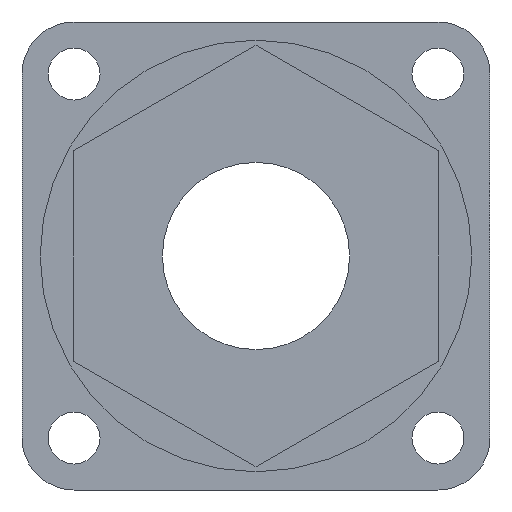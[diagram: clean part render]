
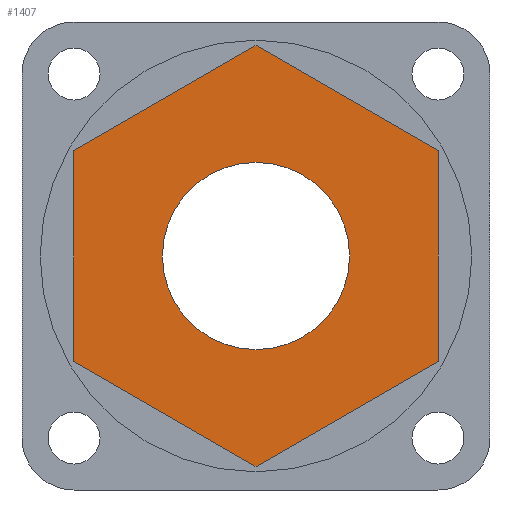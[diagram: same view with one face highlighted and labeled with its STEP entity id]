
A CAD part, front view. The second image highlights one B-rep face of the part: STEP entity #1407.
In plain terms, the highlighted planar face has unit normal (0, -1, 0).
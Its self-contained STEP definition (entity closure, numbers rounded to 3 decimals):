
#821 = CYLINDRICAL_SURFACE('',#822,3.6);
#822 = AXIS2_PLACEMENT_3D('',#823,#824,#825);
#823 = CARTESIAN_POINT('',(23.,26.,28.));
#824 = DIRECTION('',(0.,-1.,0.));
#825 = DIRECTION('',(0.,0.,-1.));
#1178 = EDGE_CURVE('',#1179,#1179,#1181,.T.);
#1179 = VERTEX_POINT('',#1180);
#1180 = CARTESIAN_POINT('',(23.,27.,24.4));
#1181 = SURFACE_CURVE('',#1182,(#1187,#1194),.PCURVE_S1.);
#1182 = CIRCLE('',#1183,3.6);
#1183 = AXIS2_PLACEMENT_3D('',#1184,#1185,#1186);
#1184 = CARTESIAN_POINT('',(23.,27.,28.));
#1185 = DIRECTION('',(0.,-1.,0.));
#1186 = DIRECTION('',(0.,0.,-1.));
#1187 = PCURVE('',#821,#1188);
#1188 = DEFINITIONAL_REPRESENTATION('',(#1189),#1193);
#1189 = LINE('',#1190,#1191);
#1190 = CARTESIAN_POINT('',(-6.283,-1.));
#1191 = VECTOR('',#1192,1.);
#1192 = DIRECTION('',(1.,-0.));
#1193 = ( GEOMETRIC_REPRESENTATION_CONTEXT(2) 
PARAMETRIC_REPRESENTATION_CONTEXT() REPRESENTATION_CONTEXT('2D SPACE',''
  ) );
#1194 = PCURVE('',#1195,#1200);
#1195 = PLANE('',#1196);
#1196 = AXIS2_PLACEMENT_3D('',#1197,#1198,#1199);
#1197 = CARTESIAN_POINT('',(23.,27.,28.));
#1198 = DIRECTION('',(0.,1.,0.));
#1199 = DIRECTION('',(0.,0.,-1.));
#1200 = DEFINITIONAL_REPRESENTATION('',(#1201),#1209);
#1201 = ( BOUNDED_CURVE() B_SPLINE_CURVE(2,(#1202,#1203,#1204,#1205,
#1206,#1207,#1208),.UNSPECIFIED.,.T.,.F.) B_SPLINE_CURVE_WITH_KNOTS((1,2
    ,2,2,2,1),(-2.094,0.,2.094,4.189,
6.283,8.378),.UNSPECIFIED.) CURVE() 
GEOMETRIC_REPRESENTATION_ITEM() RATIONAL_B_SPLINE_CURVE((1.,0.5,1.,0.5,
1.,0.5,1.)) REPRESENTATION_ITEM('') );
#1202 = CARTESIAN_POINT('',(3.6,0.));
#1203 = CARTESIAN_POINT('',(3.6,-6.235));
#1204 = CARTESIAN_POINT('',(-1.8,-3.118));
#1205 = CARTESIAN_POINT('',(-7.2,0.));
#1206 = CARTESIAN_POINT('',(-1.8,3.118));
#1207 = CARTESIAN_POINT('',(3.6,6.235));
#1208 = CARTESIAN_POINT('',(3.6,0.));
#1209 = ( GEOMETRIC_REPRESENTATION_CONTEXT(2) 
PARAMETRIC_REPRESENTATION_CONTEXT() REPRESENTATION_CONTEXT('2D SPACE',''
  ) );
#1258 = PLANE('',#1259);
#1259 = AXIS2_PLACEMENT_3D('',#1260,#1261,#1262);
#1260 = CARTESIAN_POINT('',(30.015,22.,23.95));
#1261 = DIRECTION('',(1.,0.,0.));
#1262 = DIRECTION('',(0.,0.,1.));
#1286 = PLANE('',#1287);
#1287 = AXIS2_PLACEMENT_3D('',#1288,#1289,#1290);
#1288 = CARTESIAN_POINT('',(30.015,22.,32.05));
#1289 = DIRECTION('',(0.5,0.,0.866));
#1290 = DIRECTION('',(-0.866,0.,0.5));
#1314 = PLANE('',#1315);
#1315 = AXIS2_PLACEMENT_3D('',#1316,#1317,#1318);
#1316 = CARTESIAN_POINT('',(23.,22.,36.1));
#1317 = DIRECTION('',(-0.5,0.,0.866));
#1318 = DIRECTION('',(-0.866,0.,-0.5));
#1342 = PLANE('',#1343);
#1343 = AXIS2_PLACEMENT_3D('',#1344,#1345,#1346);
#1344 = CARTESIAN_POINT('',(15.985,22.,32.05));
#1345 = DIRECTION('',(-1.,0.,0.));
#1346 = DIRECTION('',(0.,0.,-1.));
#1370 = PLANE('',#1371);
#1371 = AXIS2_PLACEMENT_3D('',#1372,#1373,#1374);
#1372 = CARTESIAN_POINT('',(15.985,22.,23.95));
#1373 = DIRECTION('',(-0.5,0.,-0.866));
#1374 = DIRECTION('',(0.866,0.,-0.5));
#1396 = PLANE('',#1397);
#1397 = AXIS2_PLACEMENT_3D('',#1398,#1399,#1400);
#1398 = CARTESIAN_POINT('',(23.,22.,19.9));
#1399 = DIRECTION('',(0.5,0.,-0.866));
#1400 = DIRECTION('',(0.866,0.,0.5));
#1407 = ADVANCED_FACE('',(#1408,#1548),#1195,.F.);
#1408 = FACE_BOUND('',#1409,.F.);
#1409 = EDGE_LOOP('',(#1410,#1435,#1458,#1481,#1504,#1527));
#1410 = ORIENTED_EDGE('',*,*,#1411,.F.);
#1411 = EDGE_CURVE('',#1412,#1414,#1416,.T.);
#1412 = VERTEX_POINT('',#1413);
#1413 = CARTESIAN_POINT('',(30.015,27.,32.05));
#1414 = VERTEX_POINT('',#1415);
#1415 = CARTESIAN_POINT('',(23.,27.,36.1));
#1416 = SURFACE_CURVE('',#1417,(#1421,#1428),.PCURVE_S1.);
#1417 = LINE('',#1418,#1419);
#1418 = CARTESIAN_POINT('',(30.015,27.,32.05));
#1419 = VECTOR('',#1420,1.);
#1420 = DIRECTION('',(-0.866,0.,0.5));
#1421 = PCURVE('',#1195,#1422);
#1422 = DEFINITIONAL_REPRESENTATION('',(#1423),#1427);
#1423 = LINE('',#1424,#1425);
#1424 = CARTESIAN_POINT('',(-4.05,-7.015));
#1425 = VECTOR('',#1426,1.);
#1426 = DIRECTION('',(-0.5,0.866));
#1427 = ( GEOMETRIC_REPRESENTATION_CONTEXT(2) 
PARAMETRIC_REPRESENTATION_CONTEXT() REPRESENTATION_CONTEXT('2D SPACE',''
  ) );
#1428 = PCURVE('',#1286,#1429);
#1429 = DEFINITIONAL_REPRESENTATION('',(#1430),#1434);
#1430 = LINE('',#1431,#1432);
#1431 = CARTESIAN_POINT('',(0.,-5.));
#1432 = VECTOR('',#1433,1.);
#1433 = DIRECTION('',(1.,0.));
#1434 = ( GEOMETRIC_REPRESENTATION_CONTEXT(2) 
PARAMETRIC_REPRESENTATION_CONTEXT() REPRESENTATION_CONTEXT('2D SPACE',''
  ) );
#1435 = ORIENTED_EDGE('',*,*,#1436,.F.);
#1436 = EDGE_CURVE('',#1437,#1412,#1439,.T.);
#1437 = VERTEX_POINT('',#1438);
#1438 = CARTESIAN_POINT('',(30.015,27.,23.95));
#1439 = SURFACE_CURVE('',#1440,(#1444,#1451),.PCURVE_S1.);
#1440 = LINE('',#1441,#1442);
#1441 = CARTESIAN_POINT('',(30.015,27.,23.95));
#1442 = VECTOR('',#1443,1.);
#1443 = DIRECTION('',(0.,0.,1.));
#1444 = PCURVE('',#1195,#1445);
#1445 = DEFINITIONAL_REPRESENTATION('',(#1446),#1450);
#1446 = LINE('',#1447,#1448);
#1447 = CARTESIAN_POINT('',(4.05,-7.015));
#1448 = VECTOR('',#1449,1.);
#1449 = DIRECTION('',(-1.,0.));
#1450 = ( GEOMETRIC_REPRESENTATION_CONTEXT(2) 
PARAMETRIC_REPRESENTATION_CONTEXT() REPRESENTATION_CONTEXT('2D SPACE',''
  ) );
#1451 = PCURVE('',#1258,#1452);
#1452 = DEFINITIONAL_REPRESENTATION('',(#1453),#1457);
#1453 = LINE('',#1454,#1455);
#1454 = CARTESIAN_POINT('',(0.,-5.));
#1455 = VECTOR('',#1456,1.);
#1456 = DIRECTION('',(1.,0.));
#1457 = ( GEOMETRIC_REPRESENTATION_CONTEXT(2) 
PARAMETRIC_REPRESENTATION_CONTEXT() REPRESENTATION_CONTEXT('2D SPACE',''
  ) );
#1458 = ORIENTED_EDGE('',*,*,#1459,.F.);
#1459 = EDGE_CURVE('',#1460,#1437,#1462,.T.);
#1460 = VERTEX_POINT('',#1461);
#1461 = CARTESIAN_POINT('',(23.,27.,19.9));
#1462 = SURFACE_CURVE('',#1463,(#1467,#1474),.PCURVE_S1.);
#1463 = LINE('',#1464,#1465);
#1464 = CARTESIAN_POINT('',(23.,27.,19.9));
#1465 = VECTOR('',#1466,1.);
#1466 = DIRECTION('',(0.866,0.,0.5));
#1467 = PCURVE('',#1195,#1468);
#1468 = DEFINITIONAL_REPRESENTATION('',(#1469),#1473);
#1469 = LINE('',#1470,#1471);
#1470 = CARTESIAN_POINT('',(8.1,0.));
#1471 = VECTOR('',#1472,1.);
#1472 = DIRECTION('',(-0.5,-0.866));
#1473 = ( GEOMETRIC_REPRESENTATION_CONTEXT(2) 
PARAMETRIC_REPRESENTATION_CONTEXT() REPRESENTATION_CONTEXT('2D SPACE',''
  ) );
#1474 = PCURVE('',#1396,#1475);
#1475 = DEFINITIONAL_REPRESENTATION('',(#1476),#1480);
#1476 = LINE('',#1477,#1478);
#1477 = CARTESIAN_POINT('',(0.,-5.));
#1478 = VECTOR('',#1479,1.);
#1479 = DIRECTION('',(1.,0.));
#1480 = ( GEOMETRIC_REPRESENTATION_CONTEXT(2) 
PARAMETRIC_REPRESENTATION_CONTEXT() REPRESENTATION_CONTEXT('2D SPACE',''
  ) );
#1481 = ORIENTED_EDGE('',*,*,#1482,.F.);
#1482 = EDGE_CURVE('',#1483,#1460,#1485,.T.);
#1483 = VERTEX_POINT('',#1484);
#1484 = CARTESIAN_POINT('',(15.985,27.,23.95));
#1485 = SURFACE_CURVE('',#1486,(#1490,#1497),.PCURVE_S1.);
#1486 = LINE('',#1487,#1488);
#1487 = CARTESIAN_POINT('',(15.985,27.,23.95));
#1488 = VECTOR('',#1489,1.);
#1489 = DIRECTION('',(0.866,0.,-0.5));
#1490 = PCURVE('',#1195,#1491);
#1491 = DEFINITIONAL_REPRESENTATION('',(#1492),#1496);
#1492 = LINE('',#1493,#1494);
#1493 = CARTESIAN_POINT('',(4.05,7.015));
#1494 = VECTOR('',#1495,1.);
#1495 = DIRECTION('',(0.5,-0.866));
#1496 = ( GEOMETRIC_REPRESENTATION_CONTEXT(2) 
PARAMETRIC_REPRESENTATION_CONTEXT() REPRESENTATION_CONTEXT('2D SPACE',''
  ) );
#1497 = PCURVE('',#1370,#1498);
#1498 = DEFINITIONAL_REPRESENTATION('',(#1499),#1503);
#1499 = LINE('',#1500,#1501);
#1500 = CARTESIAN_POINT('',(0.,-5.));
#1501 = VECTOR('',#1502,1.);
#1502 = DIRECTION('',(1.,0.));
#1503 = ( GEOMETRIC_REPRESENTATION_CONTEXT(2) 
PARAMETRIC_REPRESENTATION_CONTEXT() REPRESENTATION_CONTEXT('2D SPACE',''
  ) );
#1504 = ORIENTED_EDGE('',*,*,#1505,.F.);
#1505 = EDGE_CURVE('',#1506,#1483,#1508,.T.);
#1506 = VERTEX_POINT('',#1507);
#1507 = CARTESIAN_POINT('',(15.985,27.,32.05));
#1508 = SURFACE_CURVE('',#1509,(#1513,#1520),.PCURVE_S1.);
#1509 = LINE('',#1510,#1511);
#1510 = CARTESIAN_POINT('',(15.985,27.,32.05));
#1511 = VECTOR('',#1512,1.);
#1512 = DIRECTION('',(0.,0.,-1.));
#1513 = PCURVE('',#1195,#1514);
#1514 = DEFINITIONAL_REPRESENTATION('',(#1515),#1519);
#1515 = LINE('',#1516,#1517);
#1516 = CARTESIAN_POINT('',(-4.05,7.015));
#1517 = VECTOR('',#1518,1.);
#1518 = DIRECTION('',(1.,0.));
#1519 = ( GEOMETRIC_REPRESENTATION_CONTEXT(2) 
PARAMETRIC_REPRESENTATION_CONTEXT() REPRESENTATION_CONTEXT('2D SPACE',''
  ) );
#1520 = PCURVE('',#1342,#1521);
#1521 = DEFINITIONAL_REPRESENTATION('',(#1522),#1526);
#1522 = LINE('',#1523,#1524);
#1523 = CARTESIAN_POINT('',(0.,-5.));
#1524 = VECTOR('',#1525,1.);
#1525 = DIRECTION('',(1.,0.));
#1526 = ( GEOMETRIC_REPRESENTATION_CONTEXT(2) 
PARAMETRIC_REPRESENTATION_CONTEXT() REPRESENTATION_CONTEXT('2D SPACE',''
  ) );
#1527 = ORIENTED_EDGE('',*,*,#1528,.F.);
#1528 = EDGE_CURVE('',#1414,#1506,#1529,.T.);
#1529 = SURFACE_CURVE('',#1530,(#1534,#1541),.PCURVE_S1.);
#1530 = LINE('',#1531,#1532);
#1531 = CARTESIAN_POINT('',(23.,27.,36.1));
#1532 = VECTOR('',#1533,1.);
#1533 = DIRECTION('',(-0.866,0.,-0.5));
#1534 = PCURVE('',#1195,#1535);
#1535 = DEFINITIONAL_REPRESENTATION('',(#1536),#1540);
#1536 = LINE('',#1537,#1538);
#1537 = CARTESIAN_POINT('',(-8.1,0.));
#1538 = VECTOR('',#1539,1.);
#1539 = DIRECTION('',(0.5,0.866));
#1540 = ( GEOMETRIC_REPRESENTATION_CONTEXT(2) 
PARAMETRIC_REPRESENTATION_CONTEXT() REPRESENTATION_CONTEXT('2D SPACE',''
  ) );
#1541 = PCURVE('',#1314,#1542);
#1542 = DEFINITIONAL_REPRESENTATION('',(#1543),#1547);
#1543 = LINE('',#1544,#1545);
#1544 = CARTESIAN_POINT('',(0.,-5.));
#1545 = VECTOR('',#1546,1.);
#1546 = DIRECTION('',(1.,0.));
#1547 = ( GEOMETRIC_REPRESENTATION_CONTEXT(2) 
PARAMETRIC_REPRESENTATION_CONTEXT() REPRESENTATION_CONTEXT('2D SPACE',''
  ) );
#1548 = FACE_BOUND('',#1549,.F.);
#1549 = EDGE_LOOP('',(#1550));
#1550 = ORIENTED_EDGE('',*,*,#1178,.T.);
